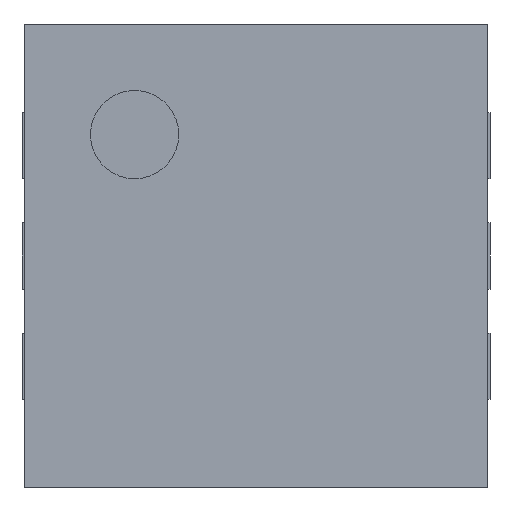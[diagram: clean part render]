
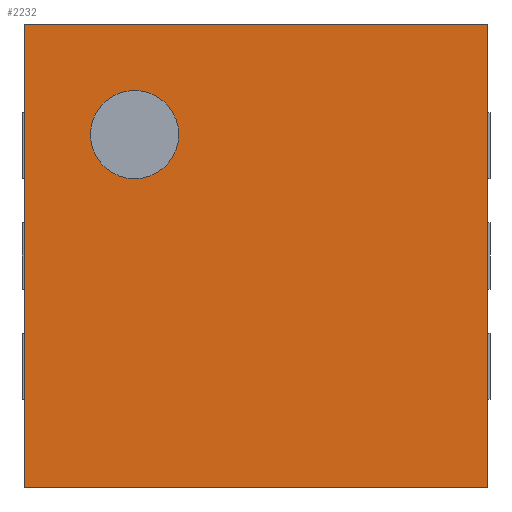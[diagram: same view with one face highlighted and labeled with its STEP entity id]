
A CAD part, front view. The second image highlights one B-rep face of the part: STEP entity #2232.
In plain terms, the highlighted planar face has unit normal (0, -1, 0).
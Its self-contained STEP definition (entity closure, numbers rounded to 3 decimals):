
#5 = CARTESIAN_POINT ( 'NONE',  ( -1.05, -0.8, 1.05 ) ) ;
#75 = CARTESIAN_POINT ( 'NONE',  ( 1.05, -0.8, -1.05 ) ) ;
#224 = VECTOR ( 'NONE', #2874, 1000. ) ;
#242 = PLANE ( 'NONE',  #721 ) ;
#270 = VECTOR ( 'NONE', #2394, 1000. ) ;
#323 = VERTEX_POINT ( 'NONE', #2060 ) ;
#361 = DIRECTION ( 'NONE',  ( 0., 1., 0. ) ) ;
#385 = EDGE_CURVE ( 'NONE', #2943, #1574, #2414, .T. ) ;
#423 = DIRECTION ( 'NONE',  ( 1., 0., 0. ) ) ;
#437 = VECTOR ( 'NONE', #1907, 1000. ) ;
#444 = EDGE_CURVE ( 'NONE', #2160, #1104, #2350, .T. ) ;
#460 = EDGE_CURVE ( 'NONE', #1574, #1034, #557, .T. ) ;
#488 = DIRECTION ( 'NONE',  ( 0., -1., 0. ) ) ;
#541 = DIRECTION ( 'NONE',  ( 0., 0., 1. ) ) ;
#557 = LINE ( 'NONE', #1268, #437 ) ;
#631 = VECTOR ( 'NONE', #423, 1000. ) ;
#721 = AXIS2_PLACEMENT_3D ( 'NONE', #2045, #488, #1635 ) ;
#787 = DIRECTION ( 'NONE',  ( 0., 0., 1. ) ) ;
#801 = EDGE_CURVE ( 'NONE', #1034, #323, #2865, .T. ) ;
#835 = CARTESIAN_POINT ( 'NONE',  ( 2.05, -0.8, -1.05 ) ) ;
#849 = CIRCLE ( 'NONE', #1304, 0.2 ) ;
#895 = ORIENTED_EDGE ( 'NONE', *, *, #2463, .T. ) ;
#1034 = VERTEX_POINT ( 'NONE', #75 ) ;
#1104 = VERTEX_POINT ( 'NONE', #2841 ) ;
#1210 = EDGE_CURVE ( 'NONE', #323, #2943, #1588, .T. ) ;
#1268 = CARTESIAN_POINT ( 'NONE',  ( 1.05, -0.8, 1.05 ) ) ;
#1304 = AXIS2_PLACEMENT_3D ( 'NONE', #1852, #2325, #541 ) ;
#1446 = FACE_BOUND ( 'NONE', #1564, .T. ) ;
#1497 = ORIENTED_EDGE ( 'NONE', *, *, #385, .F. ) ;
#1561 = EDGE_LOOP ( 'NONE', ( #1497, #2049, #2687, #2767 ) ) ;
#1564 = EDGE_LOOP ( 'NONE', ( #2476, #895 ) ) ;
#1574 = VERTEX_POINT ( 'NONE', #1612 ) ;
#1588 = LINE ( 'NONE', #2659, #224 ) ;
#1591 = FACE_OUTER_BOUND ( 'NONE', #1561, .T. ) ;
#1612 = CARTESIAN_POINT ( 'NONE',  ( 1.05, -0.8, 1.05 ) ) ;
#1635 = DIRECTION ( 'NONE',  ( 0., 0., -1. ) ) ;
#1756 = AXIS2_PLACEMENT_3D ( 'NONE', #2574, #361, #787 ) ;
#1852 = CARTESIAN_POINT ( 'NONE',  ( -0.55, -0.8, 0.55 ) ) ;
#1907 = DIRECTION ( 'NONE',  ( 0., 0., -1. ) ) ;
#1992 = CARTESIAN_POINT ( 'NONE',  ( -1.05, -0.8, 1.05 ) ) ;
#2045 = CARTESIAN_POINT ( 'NONE',  ( -1.05, -0.8, 1.05 ) ) ;
#2049 = ORIENTED_EDGE ( 'NONE', *, *, #1210, .F. ) ;
#2060 = CARTESIAN_POINT ( 'NONE',  ( -1.05, -0.8, -1.05 ) ) ;
#2160 = VERTEX_POINT ( 'NONE', #2485 ) ;
#2232 = ADVANCED_FACE ( 'NONE', ( #1446, #1591 ), #242, .T. ) ;
#2325 = DIRECTION ( 'NONE',  ( 0., 1., 0. ) ) ;
#2350 = CIRCLE ( 'NONE', #1756, 0.2 ) ;
#2394 = DIRECTION ( 'NONE',  ( -1., 0., 0. ) ) ;
#2414 = LINE ( 'NONE', #1992, #631 ) ;
#2463 = EDGE_CURVE ( 'NONE', #1104, #2160, #849, .T. ) ;
#2476 = ORIENTED_EDGE ( 'NONE', *, *, #444, .T. ) ;
#2485 = CARTESIAN_POINT ( 'NONE',  ( -0.55, -0.8, 0.75 ) ) ;
#2574 = CARTESIAN_POINT ( 'NONE',  ( -0.55, -0.8, 0.55 ) ) ;
#2659 = CARTESIAN_POINT ( 'NONE',  ( -1.05, -0.8, -3.05 ) ) ;
#2687 = ORIENTED_EDGE ( 'NONE', *, *, #801, .F. ) ;
#2767 = ORIENTED_EDGE ( 'NONE', *, *, #460, .F. ) ;
#2841 = CARTESIAN_POINT ( 'NONE',  ( -0.55, -0.8, 0.35 ) ) ;
#2865 = LINE ( 'NONE', #835, #270 ) ;
#2874 = DIRECTION ( 'NONE',  ( 0., 0., 1. ) ) ;
#2943 = VERTEX_POINT ( 'NONE', #5 ) ;
